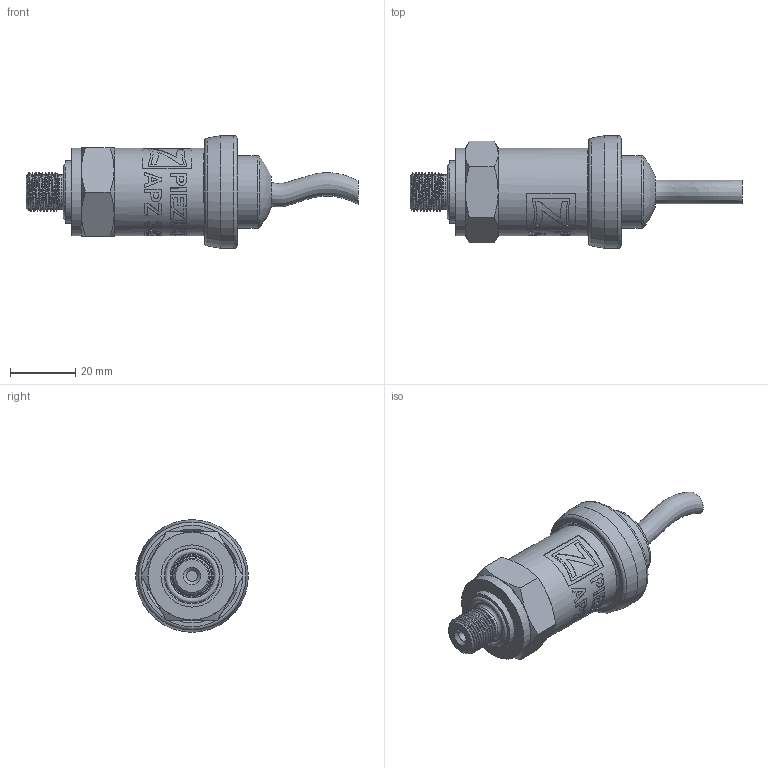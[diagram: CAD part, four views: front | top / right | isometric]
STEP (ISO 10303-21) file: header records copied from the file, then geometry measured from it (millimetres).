
FILE_DESCRIPTION(/* description */ (''),/* implementation_level */ '2;1');
FILE_NAME(/* name */ 'APZ3420_M12x1DIN_StainlessSteelCableGland.step',/* time_stamp */ '2021-06-18T15:37:26+03:00',/* author */ (''),/* organization */ (''),/* preprocessor_version */ 'ST-DEVELOPER v18.1',/* originating_system */ 'Autodesk Translation Framework v10.9.0.1377',/* authorisation */ '');
FILE_SCHEMA (('AUTOMOTIVE_DESIGN { 1 0 10303 214 3 1 1 }'));
Length unit declared in the file: millimetre
Products named in the file (6): APZ3420_; M12x1 DIN; Stainless steel cable gland assembly; Stainless steel cable gland; Stainless steel cable gland nut; wire
Assembly tree (5 placements, depth 3):
  APZ3420_
    M12x1 DIN
    Stainless steel cable gland assembly
      Stainless steel cable gland
      Stainless steel cable gland nut
      wire
Bounding box: 101.73 x 34.5 x 34.5 mm (x, y, z)
Volume: 37953.8 mm3; surface area: 13247.9 mm2
Topology: 5 solids, 5 shells, 391 faces, 1036 edges, 684 vertices
Faces by surface type: bspline 237, cylinder 77, plane 39, cone 24, torus 13, sphere 1
Full cylindrical faces by diameter (mm): 3.3 x1, 7.2 x1, 10.5 x1, 10.741 x9, 11.884 x8, 13 x1, 13.5 x1, 16.7 x1, 19 x1, 21.4 x1, 22.3 x2, 22.4 x1, 24.5 x1, 25.132 x4, 25.526 x2, 26.85 x5, 27.208 x3, 27.7 x1, 34.5 x1
Entity records: 21508 total; most frequent: CARTESIAN_POINT 13372, ORIENTED_EDGE 2072, EDGE_CURVE 1036, DIRECTION 901, VERTEX_POINT 684, B_SPLINE_CURVE_WITH_KNOTS 562, EDGE_LOOP 426, FACE_OUTER_BOUND 391
